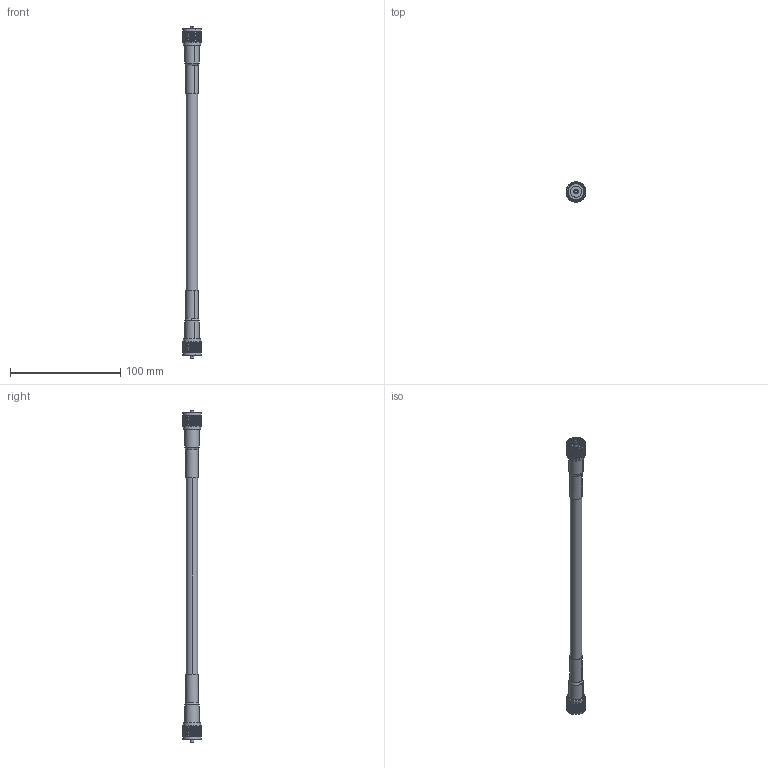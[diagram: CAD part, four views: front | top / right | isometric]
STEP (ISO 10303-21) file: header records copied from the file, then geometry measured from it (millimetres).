
FILE_DESCRIPTION (( 'STEP AP203' ), '1' );
FILE_NAME ('PE3623-HS.step', '2019-06-24T21:18:29', ( '' ), ( '' ), 'SwSTEP 2.0', 'SolidWorks 2018', '' );
FILE_SCHEMA (( 'CONFIG_CONTROL_DESIGN' ));
Length unit declared in the file: inch
Products named in the file (3): Coax Cable_RG8A-U; PE3623-HS; PE4295_Heat Shrink
Assembly tree (3 placements, depth 2):
  PE3623-HS
    Coax Cable_RG8A-U
    PE4295_Heat Shrink  x2
Bounding box: 17.78 x 17.78 x 300.74 mm (x, y, z)
Volume: 28691.3 mm3; surface area: 14400.5 mm2
Topology: 3 solids, 3 shells, 4550 faces, 9536 edges, 5006 vertices
Faces by surface type: bspline 3610, cylinder 884, cone 34, plane 22
Entity records: 92647 total; most frequent: CARTESIAN_POINT 63808, ORIENTED_EDGE 9542, EDGE_CURVE 4771, VERTEX_POINT 2505, EDGE_LOOP 2284, FACE_OUTER_BOUND 2277, ADVANCED_FACE 2277, B_SPLINE_CURVE_WITH_KNOTS 2117
